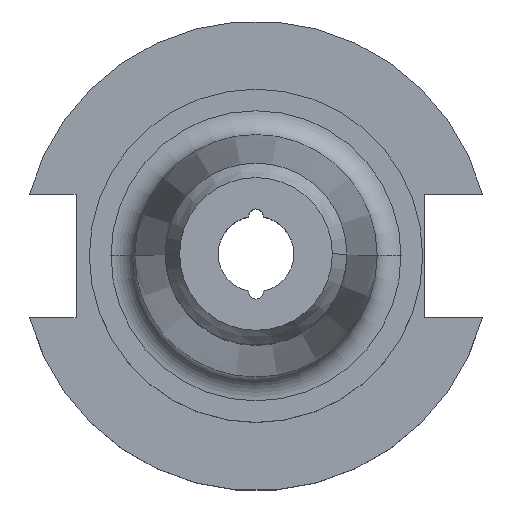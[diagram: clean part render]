
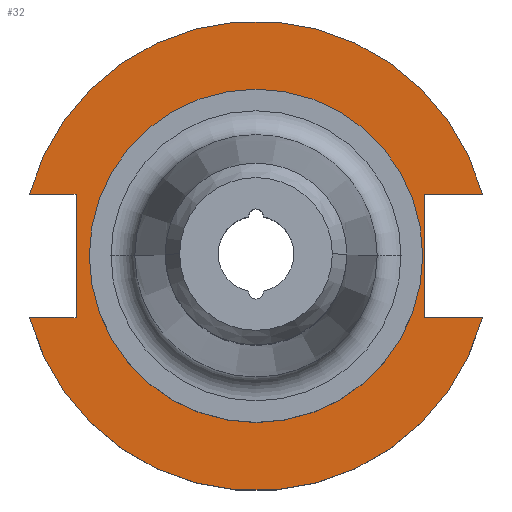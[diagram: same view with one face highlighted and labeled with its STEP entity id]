
A CAD part, top view. The second image highlights one B-rep face of the part: STEP entity #32.
In plain terms, the highlighted planar face has unit normal (0, 0, 1).
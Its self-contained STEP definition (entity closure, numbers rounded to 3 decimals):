
#7 = DIRECTION ( 'NONE',  ( 1., 0., 0. ) ) ;
#32 = ADVANCED_FACE ( 'NONE', ( #1619, #59 ), #638, .T. ) ;
#38 = LINE ( 'NONE', #335, #1642 ) ;
#59 = FACE_OUTER_BOUND ( 'NONE', #252, .T. ) ;
#67 = ORIENTED_EDGE ( 'NONE', *, *, #519, .F. ) ;
#94 = DIRECTION ( 'NONE',  ( 0., 0., 1. ) ) ;
#107 = AXIS2_PLACEMENT_3D ( 'NONE', #860, #1154, #956 ) ;
#114 = CARTESIAN_POINT ( 'NONE',  ( 0., 49.212, 19.05 ) ) ;
#187 = CARTESIAN_POINT ( 'NONE',  ( 0., 0., 19.05 ) ) ;
#252 = EDGE_LOOP ( 'NONE', ( #708, #412, #1439, #1881, #365, #879, #338, #67 ) ) ;
#310 = DIRECTION ( 'NONE',  ( -1., 0., 0. ) ) ;
#335 = CARTESIAN_POINT ( 'NONE',  ( 35.306, -12.954, 19.05 ) ) ;
#338 = ORIENTED_EDGE ( 'NONE', *, *, #611, .F. ) ;
#349 = DIRECTION ( 'NONE',  ( 1., 0., 0. ) ) ;
#365 = ORIENTED_EDGE ( 'NONE', *, *, #1464, .T. ) ;
#390 = CARTESIAN_POINT ( 'NONE',  ( -37.719, 12.954, 19.05 ) ) ;
#412 = ORIENTED_EDGE ( 'NONE', *, *, #1362, .F. ) ;
#422 = DIRECTION ( 'NONE',  ( 1., 0., 0. ) ) ;
#434 = CARTESIAN_POINT ( 'NONE',  ( 35.306, 12.954, 19.05 ) ) ;
#467 = DIRECTION ( 'NONE',  ( -1., 0., 0. ) ) ;
#519 = EDGE_CURVE ( 'NONE', #1664, #1489, #1010, .T. ) ;
#522 = CARTESIAN_POINT ( 'NONE',  ( 35.306, 12.954, 19.05 ) ) ;
#529 = VERTEX_POINT ( 'NONE', #390 ) ;
#535 = CIRCLE ( 'NONE', #1749, 49.212 ) ;
#585 = VECTOR ( 'NONE', #1944, 1000. ) ;
#611 = EDGE_CURVE ( 'NONE', #1489, #529, #1233, .T. ) ;
#623 = VERTEX_POINT ( 'NONE', #1016 ) ;
#638 = PLANE ( 'NONE',  #1921 ) ;
#695 = CARTESIAN_POINT ( 'NONE',  ( 0., 0., 19.05 ) ) ;
#708 = ORIENTED_EDGE ( 'NONE', *, *, #1740, .T. ) ;
#767 = CIRCLE ( 'NONE', #997, 49.212 ) ;
#802 = CARTESIAN_POINT ( 'NONE',  ( -47.477, 12.954, 19.05 ) ) ;
#810 = ORIENTED_EDGE ( 'NONE', *, *, #1670, .F. ) ;
#819 = VECTOR ( 'NONE', #1329, 1000. ) ;
#826 = VECTOR ( 'NONE', #310, 1000. ) ;
#845 = DIRECTION ( 'NONE',  ( 1., 0., 0. ) ) ;
#860 = CARTESIAN_POINT ( 'NONE',  ( 0., 0., 19.05 ) ) ;
#876 = LINE ( 'NONE', #1388, #826 ) ;
#879 = ORIENTED_EDGE ( 'NONE', *, *, #1366, .F. ) ;
#893 = VERTEX_POINT ( 'NONE', #1278 ) ;
#907 = LINE ( 'NONE', #522, #585 ) ;
#928 = DIRECTION ( 'NONE',  ( 1., 0., 0. ) ) ;
#950 = CARTESIAN_POINT ( 'NONE',  ( 34.925, 0., 19.05 ) ) ;
#956 = DIRECTION ( 'NONE',  ( 1., 0., 0. ) ) ;
#957 = EDGE_CURVE ( 'NONE', #623, #988, #1401, .T. ) ;
#971 = EDGE_LOOP ( 'NONE', ( #810, #1197 ) ) ;
#988 = VERTEX_POINT ( 'NONE', #950 ) ;
#997 = AXIS2_PLACEMENT_3D ( 'NONE', #1365, #94, #422 ) ;
#1010 = LINE ( 'NONE', #1484, #1368 ) ;
#1016 = CARTESIAN_POINT ( 'NONE',  ( -34.925, 0., 19.05 ) ) ;
#1039 = CARTESIAN_POINT ( 'NONE',  ( 47.477, -12.954, 19.05 ) ) ;
#1094 = CIRCLE ( 'NONE', #1138, 34.925 ) ;
#1138 = AXIS2_PLACEMENT_3D ( 'NONE', #187, #1294, #349 ) ;
#1154 = DIRECTION ( 'NONE',  ( 0., 0., 1. ) ) ;
#1197 = ORIENTED_EDGE ( 'NONE', *, *, #957, .F. ) ;
#1233 = LINE ( 'NONE', #1930, #819 ) ;
#1278 = CARTESIAN_POINT ( 'NONE',  ( 47.477, 12.954, 19.05 ) ) ;
#1294 = DIRECTION ( 'NONE',  ( 0., 0., 1. ) ) ;
#1329 = DIRECTION ( 'NONE',  ( 0., 1., 0. ) ) ;
#1354 = CARTESIAN_POINT ( 'NONE',  ( -37.719, -12.954, 19.05 ) ) ;
#1362 = EDGE_CURVE ( 'NONE', #1721, #1496, #38, .T. ) ;
#1365 = CARTESIAN_POINT ( 'NONE',  ( 0., 0., 19.05 ) ) ;
#1366 = EDGE_CURVE ( 'NONE', #529, #1971, #876, .T. ) ;
#1368 = VECTOR ( 'NONE', #7, 1000. ) ;
#1388 = CARTESIAN_POINT ( 'NONE',  ( -63.719, 12.954, 19.05 ) ) ;
#1401 = CIRCLE ( 'NONE', #107, 34.925 ) ;
#1405 = CARTESIAN_POINT ( 'NONE',  ( 35.306, 12.954, 19.05 ) ) ;
#1439 = ORIENTED_EDGE ( 'NONE', *, *, #1725, .F. ) ;
#1458 = CARTESIAN_POINT ( 'NONE',  ( 35.306, -12.954, 19.05 ) ) ;
#1464 = EDGE_CURVE ( 'NONE', #893, #1971, #767, .T. ) ;
#1484 = CARTESIAN_POINT ( 'NONE',  ( -63.719, -12.954, 19.05 ) ) ;
#1489 = VERTEX_POINT ( 'NONE', #1354 ) ;
#1496 = VERTEX_POINT ( 'NONE', #1039 ) ;
#1558 = VECTOR ( 'NONE', #467, 1000. ) ;
#1619 = FACE_BOUND ( 'NONE', #971, .T. ) ;
#1642 = VECTOR ( 'NONE', #928, 1000. ) ;
#1645 = VERTEX_POINT ( 'NONE', #434 ) ;
#1664 = VERTEX_POINT ( 'NONE', #1676 ) ;
#1670 = EDGE_CURVE ( 'NONE', #988, #623, #1094, .T. ) ;
#1676 = CARTESIAN_POINT ( 'NONE',  ( -47.477, -12.954, 19.05 ) ) ;
#1721 = VERTEX_POINT ( 'NONE', #1458 ) ;
#1725 = EDGE_CURVE ( 'NONE', #1645, #1721, #907, .T. ) ;
#1740 = EDGE_CURVE ( 'NONE', #1664, #1496, #535, .T. ) ;
#1749 = AXIS2_PLACEMENT_3D ( 'NONE', #695, #1774, #845 ) ;
#1774 = DIRECTION ( 'NONE',  ( 0., 0., 1. ) ) ;
#1866 = DIRECTION ( 'NONE',  ( 1., 0., 0. ) ) ;
#1881 = ORIENTED_EDGE ( 'NONE', *, *, #1926, .F. ) ;
#1921 = AXIS2_PLACEMENT_3D ( 'NONE', #114, #2017, #1866 ) ;
#1926 = EDGE_CURVE ( 'NONE', #893, #1645, #1994, .T. ) ;
#1930 = CARTESIAN_POINT ( 'NONE',  ( -37.719, 12.954, 19.05 ) ) ;
#1944 = DIRECTION ( 'NONE',  ( 0., -1., 0. ) ) ;
#1971 = VERTEX_POINT ( 'NONE', #802 ) ;
#1994 = LINE ( 'NONE', #1405, #1558 ) ;
#2017 = DIRECTION ( 'NONE',  ( 0., 0., 1. ) ) ;
